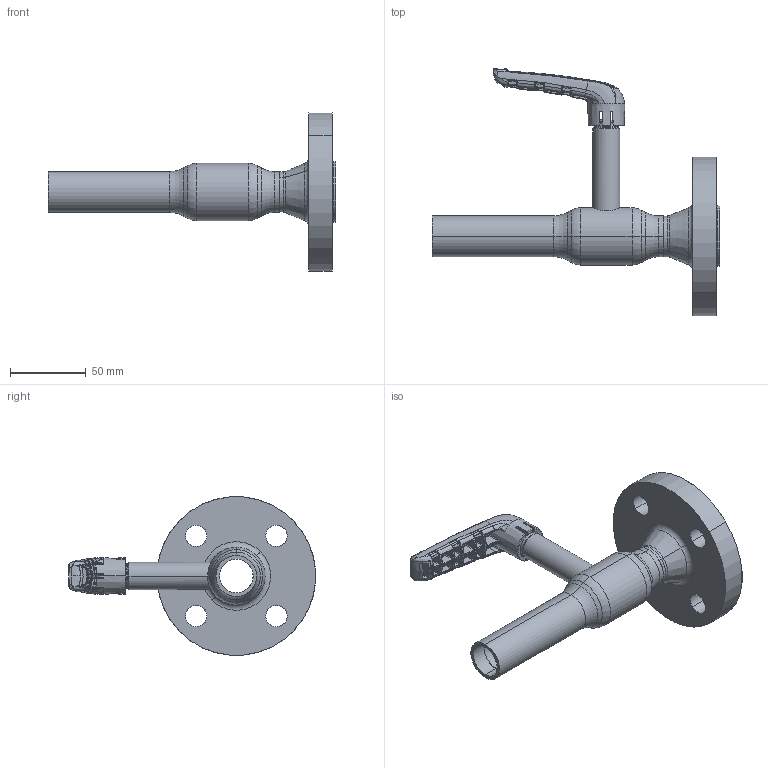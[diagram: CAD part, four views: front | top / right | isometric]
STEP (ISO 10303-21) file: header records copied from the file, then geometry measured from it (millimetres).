
FILE_DESCRIPTION (( 'STEP AP214' ), '1' );
FILE_NAME ('1020004001-xxxx.step', '2019-05-10T10:49:52', ( '' ), ( '' ), 'SwSTEP 2.0', 'SolidWorks 2017', '' );
FILE_SCHEMA (( 'AUTOMOTIVE_DESIGN' ));
Length unit declared in the file: millimetre
Products named in the file (1): 1020004001-xxxx
Bounding box: 190 x 163.18 x 104.6 mm (x, y, z)
Surface area: 60807.4 mm2 (no closed solid volume)
Topology: 0 solids, 6 shells, 689 faces, 2254 edges, 1443 vertices
Faces by surface type: bspline 531, cylinder 48, cone 45, plane 42, torus 23
Entity records: 61788 total; most frequent: CARTESIAN_POINT 39878, ORIENTED_EDGE 3577, EDGE_CURVE 2238, B_SPLINE_CURVE_WITH_KNOTS 1544, DIRECTION 1520, VERTEX_POINT 1443, EDGE_LOOP 721, UNCERTAINTY_MEASURE_WITH_UNIT 691
